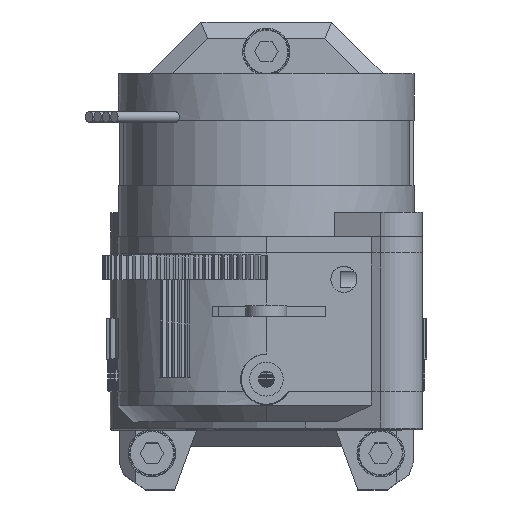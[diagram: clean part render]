
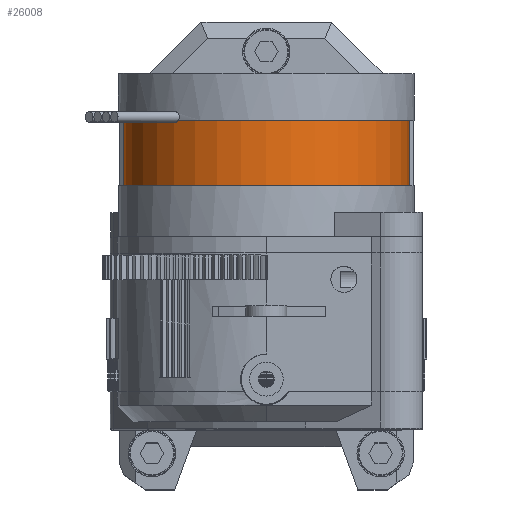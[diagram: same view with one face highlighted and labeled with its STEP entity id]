
A CAD part, top view. The second image highlights one B-rep face of the part: STEP entity #26008.
In plain terms, the highlighted cylindrical face has radius 17.5 mm (diameter 35 mm), a full revolution.
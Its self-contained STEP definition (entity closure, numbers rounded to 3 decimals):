
#2694=FACE_OUTER_BOUND('',#4488,.T.);
#4488=EDGE_LOOP('',(#19104,#19105,#19106,#19107));
#6729=LINE('',#42560,#8016);
#8016=VECTOR('',#33116,17.5);
#8982=CIRCLE('',#28189,17.5);
#8983=CIRCLE('',#28190,17.5);
#11232=VERTEX_POINT('',#42557);
#11233=VERTEX_POINT('',#42559);
#14168=EDGE_CURVE('',#11232,#11232,#8982,.T.);
#14169=EDGE_CURVE('',#11232,#11233,#6729,.T.);
#14170=EDGE_CURVE('',#11233,#11233,#8983,.T.);
#19104=ORIENTED_EDGE('',*,*,#14168,.F.);
#19105=ORIENTED_EDGE('',*,*,#14169,.T.);
#19106=ORIENTED_EDGE('',*,*,#14170,.T.);
#19107=ORIENTED_EDGE('',*,*,#14169,.F.);
#24998=CYLINDRICAL_SURFACE('',#28188,17.5);
#26008=ADVANCED_FACE('',(#2694),#24998,.T.);
#28188=AXIS2_PLACEMENT_3D('',#42556,#33112,#33113);
#28189=AXIS2_PLACEMENT_3D('',#42558,#33114,#33115);
#28190=AXIS2_PLACEMENT_3D('',#42561,#33117,#33118);
#33112=DIRECTION('center_axis',(0.,0.,
-1.));
#33113=DIRECTION('ref_axis',(-1.,0.,0.));
#33114=DIRECTION('center_axis',(0.,0.,
-1.));
#33115=DIRECTION('ref_axis',(-1.,0.,0.));
#33116=DIRECTION('',(0.,0.,1.));
#33117=DIRECTION('center_axis',(0.,0.,
-1.));
#33118=DIRECTION('ref_axis',(-1.,0.,0.));
#42556=CARTESIAN_POINT('Origin',(0.,0.,
-29.9));
#42557=CARTESIAN_POINT('',(17.5,0.,-37.9));
#42558=CARTESIAN_POINT('Origin',(0.,0.,
-37.9));
#42559=CARTESIAN_POINT('',(17.5,0.,-29.9));
#42560=CARTESIAN_POINT('',(17.5,0.,-29.9));
#42561=CARTESIAN_POINT('Origin',(0.,0.,
-29.9));
